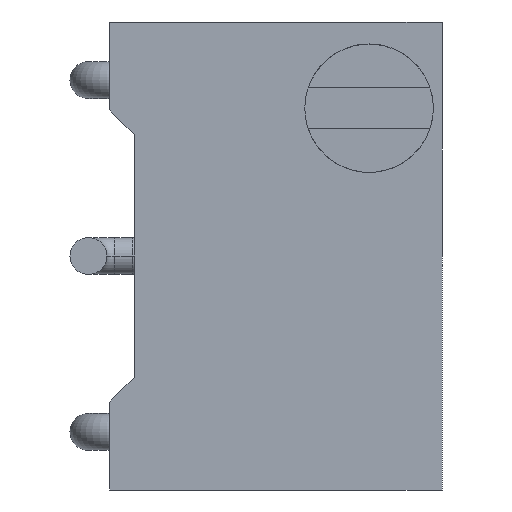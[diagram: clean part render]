
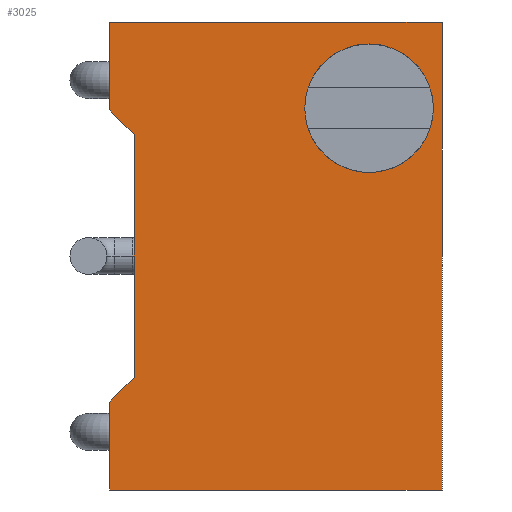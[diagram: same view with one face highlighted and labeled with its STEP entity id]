
A CAD part, left-side view. The second image highlights one B-rep face of the part: STEP entity #3025.
In plain terms, the highlighted planar face has unit normal (-1, 0, 0).
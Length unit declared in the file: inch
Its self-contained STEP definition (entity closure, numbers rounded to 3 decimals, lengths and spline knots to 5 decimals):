
#245=DIRECTION('',(0.,1.,0.));
#246=VECTOR('',#245,0.189);
#247=CARTESIAN_POINT('',(0.,0.,0.));
#248=LINE('',#247,#246);
#987=DIRECTION('',(0.,0.,1.));
#988=VECTOR('',#987,0.05);
#989=CARTESIAN_POINT('',(0.,0.189,-0.266));
#990=LINE('',#989,#988);
#1019=DIRECTION('',(0.,-0.707,-0.707));
#1020=VECTOR('',#1019,0.0198);
#1021=CARTESIAN_POINT('',(0.,0.189,-0.05));
#1022=LINE('',#1021,#1020);
#1023=DIRECTION('',(0.,1.,0.));
#1024=VECTOR('',#1023,0.189);
#1025=CARTESIAN_POINT('',(0.,0.,-0.266));
#1026=LINE('',#1025,#1024);
#1027=DIRECTION('',(0.,0.707,-0.707));
#1028=VECTOR('',#1027,0.0198);
#1029=CARTESIAN_POINT('',(0.,0.175,-0.202));
#1030=LINE('',#1029,#1028);
#1031=DIRECTION('',(0.,0.,-1.));
#1032=VECTOR('',#1031,0.138);
#1033=CARTESIAN_POINT('',(0.,0.175,-0.064));
#1034=LINE('',#1033,#1032);
#1035=CARTESIAN_POINT('',(0.,0.0415,-0.049));
#1036=DIRECTION('',(-1.,0.,0.));
#1037=DIRECTION('',(0.,-1.,0.));
#1038=AXIS2_PLACEMENT_3D('',#1035,#1036,#1037);
#1040=CARTESIAN_POINT('',(0.,0.0415,-0.049));
#1041=DIRECTION('',(-1.,0.,0.));
#1042=DIRECTION('',(0.,1.,0.));
#1043=AXIS2_PLACEMENT_3D('',#1040,#1041,#1042);
#1061=DIRECTION('',(0.,0.,1.));
#1062=VECTOR('',#1061,0.05);
#1063=CARTESIAN_POINT('',(0.,0.189,-0.05));
#1064=LINE('',#1063,#1062);
#1085=DIRECTION('',(0.,0.,1.));
#1086=VECTOR('',#1085,0.266);
#1087=CARTESIAN_POINT('',(0.,0.,-0.266));
#1088=LINE('',#1087,#1086);
#1287=CARTESIAN_POINT('',(0.,0.,-0.266));
#1288=CARTESIAN_POINT('',(0.,0.,0.));
#1289=VERTEX_POINT('',#1287);
#1290=VERTEX_POINT('',#1288);
#1295=CARTESIAN_POINT('',(0.,0.189,-0.266));
#1296=VERTEX_POINT('',#1295);
#1297=CARTESIAN_POINT('',(0.,0.189,0.));
#1298=VERTEX_POINT('',#1297);
#1319=CARTESIAN_POINT('',(0.,0.189,-0.05));
#1320=CARTESIAN_POINT('',(0.,0.175,-0.064));
#1321=VERTEX_POINT('',#1319);
#1322=VERTEX_POINT('',#1320);
#1323=CARTESIAN_POINT('',(0.,0.175,-0.202));
#1324=VERTEX_POINT('',#1323);
#1325=CARTESIAN_POINT('',(0.,0.189,-0.216));
#1326=VERTEX_POINT('',#1325);
#1461=CARTESIAN_POINT('',(0.,0.005,-0.049));
#1462=CARTESIAN_POINT('',(0.,0.078,-0.049));
#1463=VERTEX_POINT('',#1461);
#1464=VERTEX_POINT('',#1462);
#3001=CARTESIAN_POINT('',(0.,0.,-0.266));
#3002=DIRECTION('',(-1.,0.,0.));
#3003=DIRECTION('',(0.,0.,1.));
#3004=AXIS2_PLACEMENT_3D('',#3001,#3002,#3003);
#3005=PLANE('',#3004);
#3007=ORIENTED_EDGE('',*,*,#3006,.F.);
#3009=ORIENTED_EDGE('',*,*,#3008,.T.);
#3010=ORIENTED_EDGE('',*,*,#1897,.F.);
#3012=ORIENTED_EDGE('',*,*,#3011,.F.);
#3013=ORIENTED_EDGE('',*,*,#2525,.T.);
#3014=ORIENTED_EDGE('',*,*,#2956,.T.);
#3015=ORIENTED_EDGE('',*,*,#2995,.F.);
#3016=ORIENTED_EDGE('',*,*,#1651,.F.);
#3017=EDGE_LOOP('',(#3007,#3009,#3010,#3012,#3013,#3014,#3015,#3016));
#3018=FACE_OUTER_BOUND('',#3017,.F.);
#3020=ORIENTED_EDGE('',*,*,#3019,.T.);
#3022=ORIENTED_EDGE('',*,*,#3021,.T.);
#3023=EDGE_LOOP('',(#3020,#3022));
#3024=FACE_BOUND('',#3023,.F.);
#3025=ADVANCED_FACE('',(#3018,#3024),#3005,.T.);
#1039=CIRCLE('',#1038,0.0365);
#1044=CIRCLE('',#1043,0.0365);
#1651=EDGE_CURVE('',#1322,#1324,#1034,.T.);
#1897=EDGE_CURVE('',#1290,#1298,#248,.T.);
#2525=EDGE_CURVE('',#1289,#1296,#1026,.T.);
#2956=EDGE_CURVE('',#1296,#1326,#990,.T.);
#2995=EDGE_CURVE('',#1324,#1326,#1030,.T.);
#3006=EDGE_CURVE('',#1321,#1322,#1022,.T.);
#3008=EDGE_CURVE('',#1321,#1298,#1064,.T.);
#3011=EDGE_CURVE('',#1289,#1290,#1088,.T.);
#3019=EDGE_CURVE('',#1463,#1464,#1039,.T.);
#3021=EDGE_CURVE('',#1464,#1463,#1044,.T.);
